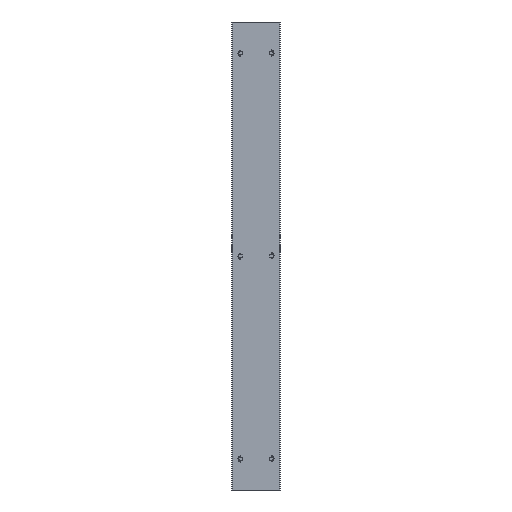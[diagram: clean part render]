
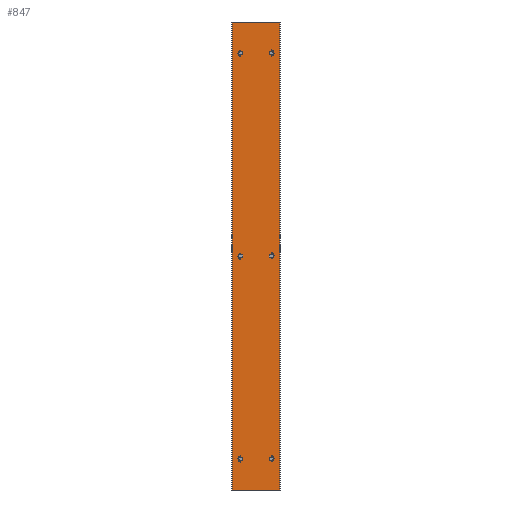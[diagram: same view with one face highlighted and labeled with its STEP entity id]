
A CAD part, front view. The second image highlights one B-rep face of the part: STEP entity #847.
In plain terms, the highlighted planar face has unit normal (0, -1, 0).
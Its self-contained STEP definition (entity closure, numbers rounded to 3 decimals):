
#1 = DIRECTION ( 'NONE',  ( 1., 0., 0. ) ) ;
#16 = CARTESIAN_POINT ( 'NONE',  ( -95., -1., 2800. ) ) ;
#18 = VERTEX_POINT ( 'NONE', #1551 ) ;
#23 = VERTEX_POINT ( 'NONE', #2207 ) ;
#40 = DIRECTION ( 'NONE',  ( 0., -1., 0. ) ) ;
#67 = DIRECTION ( 'NONE',  ( 0., -1., 0. ) ) ;
#79 = EDGE_CURVE ( 'NONE', #558, #840, #1144, .T. ) ;
#88 = ORIENTED_EDGE ( 'NONE', *, *, #651, .F. ) ;
#94 = CARTESIAN_POINT ( 'NONE',  ( -95., -1., 2800. ) ) ;
#105 = DIRECTION ( 'NONE',  ( 0., -1., 0. ) ) ;
#111 = ORIENTED_EDGE ( 'NONE', *, *, #2447, .F. ) ;
#130 = CARTESIAN_POINT ( 'NONE',  ( -86.75, -1., 1500. ) ) ;
#168 = EDGE_LOOP ( 'NONE', ( #275, #2072 ) ) ;
#188 = CARTESIAN_POINT ( 'NONE',  ( 95., -1., 200. ) ) ;
#200 = DIRECTION ( 'NONE',  ( 1., 0., 0. ) ) ;
#249 = CIRCLE ( 'NONE', #1758, 8.25 ) ;
#253 = EDGE_LOOP ( 'NONE', ( #88, #988 ) ) ;
#267 = VERTEX_POINT ( 'NONE', #130 ) ;
#275 = ORIENTED_EDGE ( 'NONE', *, *, #693, .F. ) ;
#302 = ORIENTED_EDGE ( 'NONE', *, *, #79, .F. ) ;
#309 = CARTESIAN_POINT ( 'NONE',  ( 103.25, -1., 1500. ) ) ;
#343 = CARTESIAN_POINT ( 'NONE',  ( -151.5, -1., 3000. ) ) ;
#359 = DIRECTION ( 'NONE',  ( 1., 0., 0. ) ) ;
#375 = VERTEX_POINT ( 'NONE', #2846 ) ;
#407 = DIRECTION ( 'NONE',  ( 1., 0., 0. ) ) ;
#438 = VERTEX_POINT ( 'NONE', #2793 ) ;
#457 = CARTESIAN_POINT ( 'NONE',  ( 95., -1., 2800. ) ) ;
#484 = CIRCLE ( 'NONE', #2650, 8.25 ) ;
#503 = ORIENTED_EDGE ( 'NONE', *, *, #2227, .T. ) ;
#516 = AXIS2_PLACEMENT_3D ( 'NONE', #1284, #2403, #200 ) ;
#528 = DIRECTION ( 'NONE',  ( 0., -1., 0. ) ) ;
#558 = VERTEX_POINT ( 'NONE', #822 ) ;
#586 = CARTESIAN_POINT ( 'NONE',  ( 151.5, -1., 3000. ) ) ;
#590 = DIRECTION ( 'NONE',  ( 0., 0., -1. ) ) ;
#641 = AXIS2_PLACEMENT_3D ( 'NONE', #1299, #661, #684 ) ;
#651 = EDGE_CURVE ( 'NONE', #1898, #2147, #2630, .T. ) ;
#661 = DIRECTION ( 'NONE',  ( 0., -1., 0. ) ) ;
#674 = VERTEX_POINT ( 'NONE', #1960 ) ;
#675 = DIRECTION ( 'NONE',  ( 1., 0., 0. ) ) ;
#684 = DIRECTION ( 'NONE',  ( 1., 0., 0. ) ) ;
#693 = EDGE_CURVE ( 'NONE', #267, #674, #2736, .T. ) ;
#703 = FACE_BOUND ( 'NONE', #1355, .T. ) ;
#730 = CIRCLE ( 'NONE', #516, 8.25 ) ;
#734 = AXIS2_PLACEMENT_3D ( 'NONE', #950, #1650, #1187 ) ;
#748 = DIRECTION ( 'NONE',  ( 1., 0., 0. ) ) ;
#774 = CARTESIAN_POINT ( 'NONE',  ( -154., -1., 3000. ) ) ;
#822 = CARTESIAN_POINT ( 'NONE',  ( -86.75, -1., 200. ) ) ;
#840 = VERTEX_POINT ( 'NONE', #1856 ) ;
#847 = ADVANCED_FACE ( 'NONE', ( #2701, #1513, #2340, #1664, #2098, #1312, #703 ), #1840, .F. ) ;
#863 = AXIS2_PLACEMENT_3D ( 'NONE', #2746, #67, #359 ) ;
#887 = DIRECTION ( 'NONE',  ( 0., -1., 0. ) ) ;
#904 = AXIS2_PLACEMENT_3D ( 'NONE', #188, #2680, #2884 ) ;
#905 = EDGE_CURVE ( 'NONE', #674, #267, #1341, .T. ) ;
#950 = CARTESIAN_POINT ( 'NONE',  ( -154., -1., 3000. ) ) ;
#978 = DIRECTION ( 'NONE',  ( 0., -1., 0. ) ) ;
#988 = ORIENTED_EDGE ( 'NONE', *, *, #2410, .F. ) ;
#999 = EDGE_LOOP ( 'NONE', ( #2074, #2176, #1362, #503 ) ) ;
#1064 = DIRECTION ( 'NONE',  ( 1., 0., 0. ) ) ;
#1125 = AXIS2_PLACEMENT_3D ( 'NONE', #2718, #2485, #1 ) ;
#1136 = LINE ( 'NONE', #586, #2870 ) ;
#1144 = CIRCLE ( 'NONE', #863, 8.25 ) ;
#1187 = DIRECTION ( 'NONE',  ( -1., 0., 0. ) ) ;
#1193 = DIRECTION ( 'NONE',  ( 1., 0., 0. ) ) ;
#1250 = EDGE_LOOP ( 'NONE', ( #1798, #1621 ) ) ;
#1259 = EDGE_LOOP ( 'NONE', ( #302, #1971 ) ) ;
#1273 = LINE ( 'NONE', #774, #2731 ) ;
#1284 = CARTESIAN_POINT ( 'NONE',  ( 95., -1., 1500. ) ) ;
#1299 = CARTESIAN_POINT ( 'NONE',  ( 95., -1., 200. ) ) ;
#1303 = CIRCLE ( 'NONE', #2822, 8.25 ) ;
#1312 = FACE_BOUND ( 'NONE', #2574, .T. ) ;
#1326 = EDGE_CURVE ( 'NONE', #2285, #2559, #2439, .T. ) ;
#1341 = CIRCLE ( 'NONE', #1933, 8.25 ) ;
#1355 = EDGE_LOOP ( 'NONE', ( #2634, #111 ) ) ;
#1362 = ORIENTED_EDGE ( 'NONE', *, *, #1376, .F. ) ;
#1376 = EDGE_CURVE ( 'NONE', #2824, #18, #1273, .T. ) ;
#1421 = DIRECTION ( 'NONE',  ( 1., 0., 0. ) ) ;
#1467 = EDGE_CURVE ( 'NONE', #18, #2136, #1136, .T. ) ;
#1482 = DIRECTION ( 'NONE',  ( 1., 0., 0. ) ) ;
#1502 = CARTESIAN_POINT ( 'NONE',  ( -151.5, -1., 3000. ) ) ;
#1513 = FACE_BOUND ( 'NONE', #168, .T. ) ;
#1535 = CIRCLE ( 'NONE', #2808, 8.25 ) ;
#1540 = EDGE_CURVE ( 'NONE', #2081, #23, #730, .T. ) ;
#1551 = CARTESIAN_POINT ( 'NONE',  ( 151.5, -1., 3000. ) ) ;
#1621 = ORIENTED_EDGE ( 'NONE', *, *, #2686, .F. ) ;
#1640 = CARTESIAN_POINT ( 'NONE',  ( -151.5, -1., 0. ) ) ;
#1650 = DIRECTION ( 'NONE',  ( 0., 1., 0. ) ) ;
#1664 = FACE_BOUND ( 'NONE', #253, .T. ) ;
#1684 = CARTESIAN_POINT ( 'NONE',  ( 86.75, -1., 200. ) ) ;
#1691 = LINE ( 'NONE', #343, #1753 ) ;
#1703 = CARTESIAN_POINT ( 'NONE',  ( -103.25, -1., 2800. ) ) ;
#1717 = CARTESIAN_POINT ( 'NONE',  ( 95., -1., 1500. ) ) ;
#1718 = DIRECTION ( 'NONE',  ( 0., -1., 0. ) ) ;
#1753 = VECTOR ( 'NONE', #590, 1000. ) ;
#1758 = AXIS2_PLACEMENT_3D ( 'NONE', #1717, #2823, #1482 ) ;
#1783 = EDGE_CURVE ( 'NONE', #2559, #2285, #2730, .T. ) ;
#1798 = ORIENTED_EDGE ( 'NONE', *, *, #1540, .F. ) ;
#1829 = DIRECTION ( 'NONE',  ( 1., 0., 0. ) ) ;
#1839 = CARTESIAN_POINT ( 'NONE',  ( -95., -1., 200. ) ) ;
#1840 = PLANE ( 'NONE',  #734 ) ;
#1853 = CARTESIAN_POINT ( 'NONE',  ( -86.75, -1., 2800. ) ) ;
#1856 = CARTESIAN_POINT ( 'NONE',  ( -103.25, -1., 200. ) ) ;
#1898 = VERTEX_POINT ( 'NONE', #2030 ) ;
#1914 = DIRECTION ( 'NONE',  ( 0., 0., -1. ) ) ;
#1915 = AXIS2_PLACEMENT_3D ( 'NONE', #16, #978, #407 ) ;
#1933 = AXIS2_PLACEMENT_3D ( 'NONE', #2179, #1718, #1064 ) ;
#1960 = CARTESIAN_POINT ( 'NONE',  ( -103.25, -1., 1500. ) ) ;
#1971 = ORIENTED_EDGE ( 'NONE', *, *, #2506, .F. ) ;
#1986 = VECTOR ( 'NONE', #1421, 1000. ) ;
#2013 = ORIENTED_EDGE ( 'NONE', *, *, #1783, .F. ) ;
#2030 = CARTESIAN_POINT ( 'NONE',  ( 103.25, -1., 200. ) ) ;
#2040 = EDGE_CURVE ( 'NONE', #2059, #2136, #2260, .T. ) ;
#2052 = CARTESIAN_POINT ( 'NONE',  ( -154., -1., 0. ) ) ;
#2057 = EDGE_CURVE ( 'NONE', #438, #375, #1303, .T. ) ;
#2059 = VERTEX_POINT ( 'NONE', #1640 ) ;
#2072 = ORIENTED_EDGE ( 'NONE', *, *, #905, .F. ) ;
#2074 = ORIENTED_EDGE ( 'NONE', *, *, #2040, .T. ) ;
#2081 = VERTEX_POINT ( 'NONE', #309 ) ;
#2098 = FACE_OUTER_BOUND ( 'NONE', #999, .T. ) ;
#2136 = VERTEX_POINT ( 'NONE', #2521 ) ;
#2147 = VERTEX_POINT ( 'NONE', #1684 ) ;
#2176 = ORIENTED_EDGE ( 'NONE', *, *, #1467, .F. ) ;
#2179 = CARTESIAN_POINT ( 'NONE',  ( -95., -1., 1500. ) ) ;
#2207 = CARTESIAN_POINT ( 'NONE',  ( 86.75, -1., 1500. ) ) ;
#2227 = EDGE_CURVE ( 'NONE', #2824, #2059, #1691, .T. ) ;
#2260 = LINE ( 'NONE', #2052, #1986 ) ;
#2285 = VERTEX_POINT ( 'NONE', #1703 ) ;
#2287 = DIRECTION ( 'NONE',  ( 1., 0., 0. ) ) ;
#2304 = CARTESIAN_POINT ( 'NONE',  ( 95., -1., 2800. ) ) ;
#2340 = FACE_BOUND ( 'NONE', #1259, .T. ) ;
#2397 = CIRCLE ( 'NONE', #641, 8.25 ) ;
#2403 = DIRECTION ( 'NONE',  ( 0., -1., 0. ) ) ;
#2410 = EDGE_CURVE ( 'NONE', #2147, #1898, #2397, .T. ) ;
#2439 = CIRCLE ( 'NONE', #2748, 8.25 ) ;
#2447 = EDGE_CURVE ( 'NONE', #375, #438, #484, .T. ) ;
#2485 = DIRECTION ( 'NONE',  ( 0., -1., 0. ) ) ;
#2506 = EDGE_CURVE ( 'NONE', #840, #558, #1535, .T. ) ;
#2520 = ORIENTED_EDGE ( 'NONE', *, *, #1326, .F. ) ;
#2521 = CARTESIAN_POINT ( 'NONE',  ( 151.5, -1., 0. ) ) ;
#2559 = VERTEX_POINT ( 'NONE', #1853 ) ;
#2574 = EDGE_LOOP ( 'NONE', ( #2013, #2520 ) ) ;
#2630 = CIRCLE ( 'NONE', #904, 8.25 ) ;
#2634 = ORIENTED_EDGE ( 'NONE', *, *, #2057, .F. ) ;
#2650 = AXIS2_PLACEMENT_3D ( 'NONE', #457, #887, #675 ) ;
#2680 = DIRECTION ( 'NONE',  ( 0., -1., 0. ) ) ;
#2686 = EDGE_CURVE ( 'NONE', #23, #2081, #249, .T. ) ;
#2701 = FACE_BOUND ( 'NONE', #1250, .T. ) ;
#2718 = CARTESIAN_POINT ( 'NONE',  ( -95., -1., 1500. ) ) ;
#2730 = CIRCLE ( 'NONE', #1915, 8.25 ) ;
#2731 = VECTOR ( 'NONE', #1193, 1000. ) ;
#2736 = CIRCLE ( 'NONE', #1125, 8.25 ) ;
#2746 = CARTESIAN_POINT ( 'NONE',  ( -95., -1., 200. ) ) ;
#2748 = AXIS2_PLACEMENT_3D ( 'NONE', #94, #105, #2287 ) ;
#2793 = CARTESIAN_POINT ( 'NONE',  ( 103.25, -1., 2800. ) ) ;
#2808 = AXIS2_PLACEMENT_3D ( 'NONE', #1839, #40, #1829 ) ;
#2822 = AXIS2_PLACEMENT_3D ( 'NONE', #2304, #528, #748 ) ;
#2823 = DIRECTION ( 'NONE',  ( 0., -1., 0. ) ) ;
#2824 = VERTEX_POINT ( 'NONE', #1502 ) ;
#2846 = CARTESIAN_POINT ( 'NONE',  ( 86.75, -1., 2800. ) ) ;
#2870 = VECTOR ( 'NONE', #1914, 1000. ) ;
#2884 = DIRECTION ( 'NONE',  ( 1., 0., 0. ) ) ;
